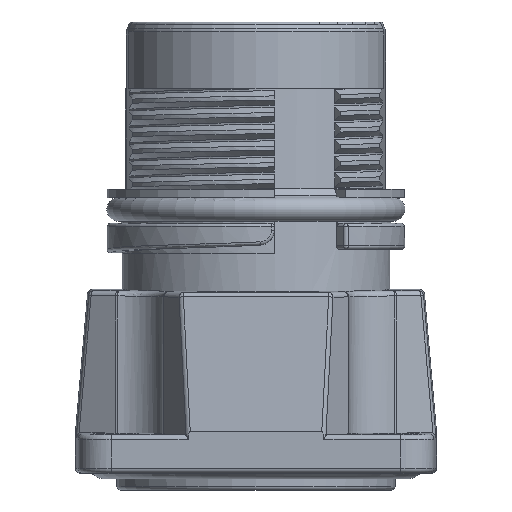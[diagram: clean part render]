
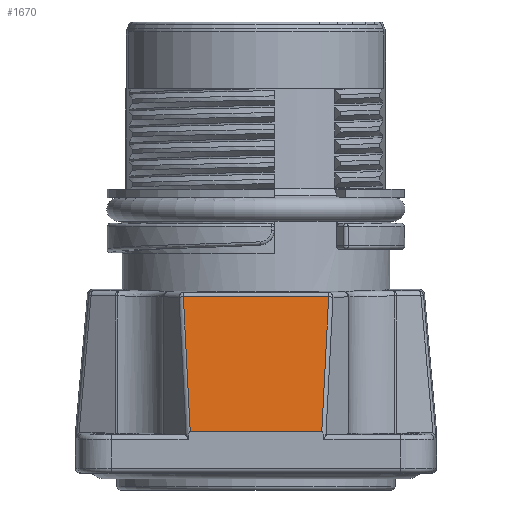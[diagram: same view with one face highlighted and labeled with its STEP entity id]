
A CAD part, front view. The second image highlights one B-rep face of the part: STEP entity #1670.
In plain terms, the highlighted planar face has unit normal (0, -0.996, 0.087).
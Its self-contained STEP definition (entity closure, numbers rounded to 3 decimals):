
#1670=ADVANCED_FACE('',(#2715),#2349,.F.);
#2349=PLANE('',#13442);
#2715=FACE_OUTER_BOUND('',#3449,.T.);
#3449=EDGE_LOOP('',(#6457,#6458,#6459,#6460));
#4412=LINE('',#18753,#5165);
#4417=LINE('',#18773,#5170);
#4419=LINE('',#18789,#5172);
#4420=LINE('',#18791,#5173);
#5165=VECTOR('',#15082,1.);
#5170=VECTOR('',#15089,1.);
#5172=VECTOR('',#15103,1.);
#5173=VECTOR('',#15106,1.);
#6457=ORIENTED_EDGE('',*,*,#11351,.F.);
#6458=ORIENTED_EDGE('',*,*,#11336,.F.);
#6459=ORIENTED_EDGE('',*,*,#11343,.F.);
#6460=ORIENTED_EDGE('',*,*,#11350,.F.);
#9921=VERTEX_POINT('',#18754);
#9922=VERTEX_POINT('',#18755);
#9927=VERTEX_POINT('',#18774);
#9930=VERTEX_POINT('',#18788);
#11336=EDGE_CURVE('',#9921,#9922,#4412,.T.);
#11343=EDGE_CURVE('',#9927,#9921,#4417,.T.);
#11350=EDGE_CURVE('',#9930,#9927,#4419,.T.);
#11351=EDGE_CURVE('',#9922,#9930,#4420,.T.);
#13442=AXIS2_PLACEMENT_3D('',#18792,#15107,#15108);
#15082=DIRECTION('',(-1.,0.,0.));
#15089=DIRECTION('',(-0.051,-0.087,-0.995));
#15103=DIRECTION('',(1.,0.,0.));
#15106=DIRECTION('',(-0.051,0.087,0.995));
#15107=DIRECTION('',(0.,0.996,-0.087));
#15108=DIRECTION('',(0.,0.087,0.996));
#18753=CARTESIAN_POINT('',(3.935,-10.8,2.5));
#18754=CARTESIAN_POINT('',(3.935,-10.8,2.5));
#18755=CARTESIAN_POINT('',(-3.935,-10.8,2.5));
#18773=CARTESIAN_POINT('',(4.347,-10.095,10.555));
#18774=CARTESIAN_POINT('',(4.347,-10.095,10.555));
#18788=CARTESIAN_POINT('',(-4.347,-10.095,10.555));
#18789=CARTESIAN_POINT('',(-4.347,-10.095,10.555));
#18791=CARTESIAN_POINT('',(-3.935,-10.8,2.5));
#18792=CARTESIAN_POINT('',(10.8,-10.8,2.5));
